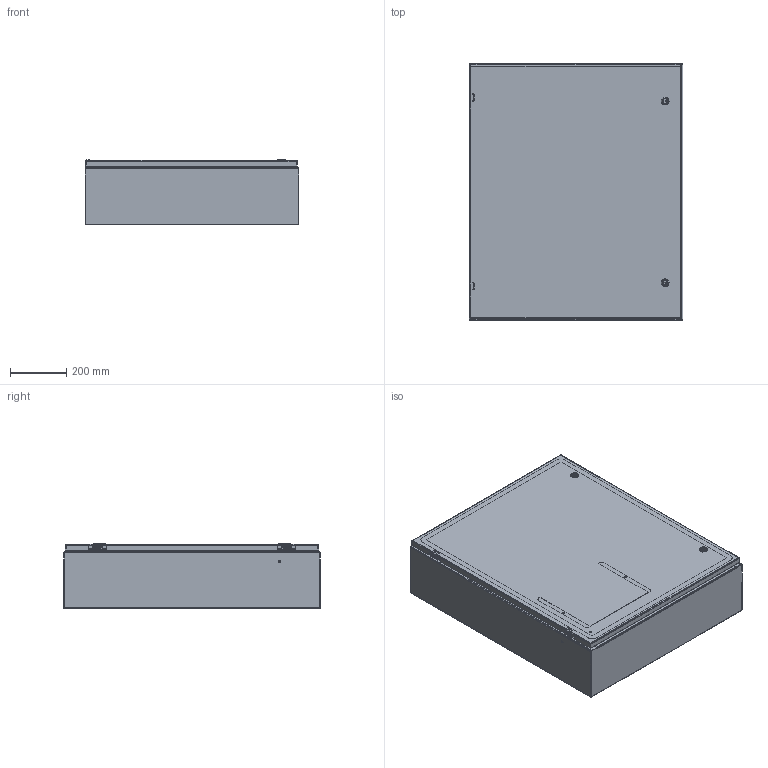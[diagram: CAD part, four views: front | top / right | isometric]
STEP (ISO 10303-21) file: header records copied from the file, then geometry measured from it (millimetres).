
FILE_DESCRIPTION (( 'STEP AP203' ), '1' );
FILE_NAME ('SCE-36EL3008SSLP.step', '2021-02-09T15:57:20', ( 'ADC123' ), ( 'Microsoft' ), 'SwSTEP 2.0', 'SolidWorks 2019', '' );
FILE_SCHEMA (( 'CONFIG_CONTROL_DESIGN' ));
Products named in the file (1): SCE-36EL3008SSLP
Bounding box: 762 x 914.4 x 234.45 mm (x, y, z)
Surface area: 6180670.2 mm2 (no closed solid volume)
Topology: 0 solids, 53 shells, 2948 faces, 7708 edges, 4826 vertices
Faces by surface type: plane 1331, cylinder 779, bspline 752, cone 64, torus 22
Full cylindrical faces by diameter (mm): 3.454 x2, 3.962 x2, 3.978 x2, 4.318 x6, 4.369 x4, 4.978 x8, 5 x2, 5.156 x4, 5.182 x4, 5.2 x4, 5.5 x2, 5.537 x2, 6.198 x4, 6.299 x4, 6.35 x4, 6.363 x2, 6.756 x4, 7.137 x4, 8.433 x6, 9.296 x6, 9.322 x6, 9.525 x4, 9.9 x2, 10 x2, 11.112 x4, 12.7 x6, 12.8 x2, 13.5 x2, 14.288 x2, 16 x2
Entity records: 128752 total; most frequent: CARTESIAN_POINT 65105, ORIENTED_EDGE 14366, DIRECTION 11034, EDGE_CURVE 7186, VERTEX_POINT 4678, AXIS2_PLACEMENT_3D 3823, EDGE_LOOP 3400, VECTOR 3388
